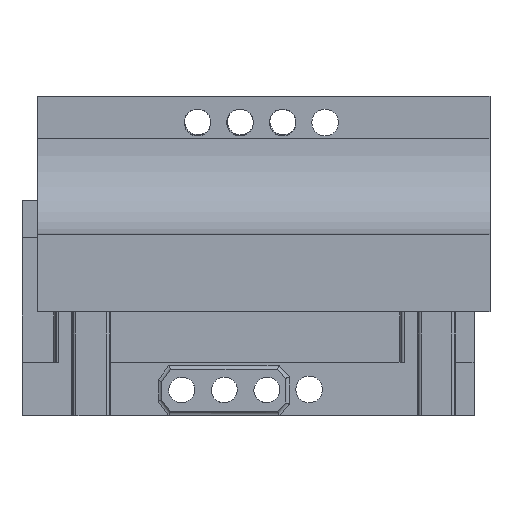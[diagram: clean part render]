
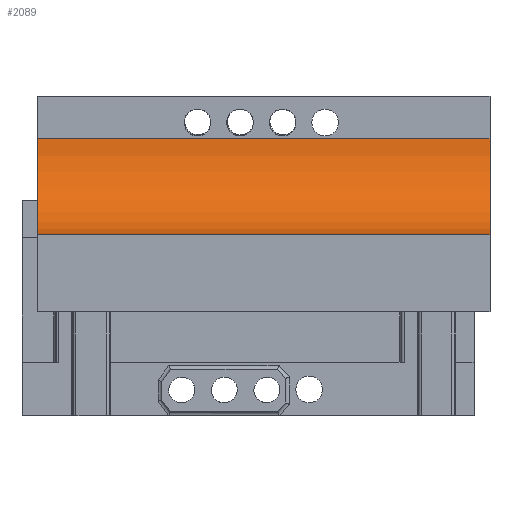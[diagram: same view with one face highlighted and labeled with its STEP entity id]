
A CAD part, left-side view. The second image highlights one B-rep face of the part: STEP entity #2089.
In plain terms, the highlighted cylindrical face has radius 18 mm (diameter 36 mm), a partial arc.
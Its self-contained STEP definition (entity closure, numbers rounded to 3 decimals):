
#1444=CARTESIAN_POINT('',(105.5,19.5,51.));
#1445=VERTEX_POINT('',#1444);
#1452=CARTESIAN_POINT('',(87.5,19.5,33.));
#1453=VERTEX_POINT('',#1452);
#1454=CARTESIAN_POINT('',(87.5,19.5,51.));
#1455=DIRECTION('',(0.,-1.,0.));
#1456=DIRECTION('',(-1.,-0.,-0.));
#1457=AXIS2_PLACEMENT_3D('',#1454,#1455,#1456);
#1458=CIRCLE('',#1457,18.);
#1459=EDGE_CURVE('',#1453,#1445,#1458,.T.);
#1500=CARTESIAN_POINT('',(87.5,104.5,33.));
#1501=VERTEX_POINT('',#1500);
#1508=CARTESIAN_POINT('',(105.5,104.5,51.));
#1509=VERTEX_POINT('',#1508);
#1510=CARTESIAN_POINT('',(87.5,104.5,51.));
#1511=DIRECTION('',(-0.,1.,-0.));
#1512=DIRECTION('',(1.,0.,0.));
#1513=AXIS2_PLACEMENT_3D('',#1510,#1511,#1512);
#1514=CIRCLE('',#1513,18.);
#1515=EDGE_CURVE('',#1509,#1501,#1514,.T.);
#1575=CARTESIAN_POINT('',(105.5,19.5,51.));
#1576=DIRECTION('',(-0.,1.,-0.));
#1577=VECTOR('',#1576,85.);
#1578=LINE('',#1575,#1577);
#1579=EDGE_CURVE('',#1445,#1509,#1578,.T.);
#2052=CARTESIAN_POINT('',(87.5,104.5,33.));
#2053=DIRECTION('',(0.,-1.,0.));
#2054=VECTOR('',#2053,85.);
#2055=LINE('',#2052,#2054);
#2056=EDGE_CURVE('',#1501,#1453,#2055,.T.);
#2078=CARTESIAN_POINT('',(87.5,62.,51.));
#2079=DIRECTION('',(0.,-1.,0.));
#2080=DIRECTION('',(-1.,-0.,-0.));
#2081=AXIS2_PLACEMENT_3D('',#2078,#2079,#2080);
#2082=CYLINDRICAL_SURFACE('',#2081,18.);
#2083=ORIENTED_EDGE('',*,*,#1459,.T.);
#2084=ORIENTED_EDGE('',*,*,#1579,.T.);
#2085=ORIENTED_EDGE('',*,*,#1515,.T.);
#2086=ORIENTED_EDGE('',*,*,#2056,.T.);
#2087=EDGE_LOOP('',(#2083,#2084,#2085,#2086));
#2088=FACE_BOUND('',#2087,.T.);
#2089=ADVANCED_FACE('',(#2088),#2082,.F.);
